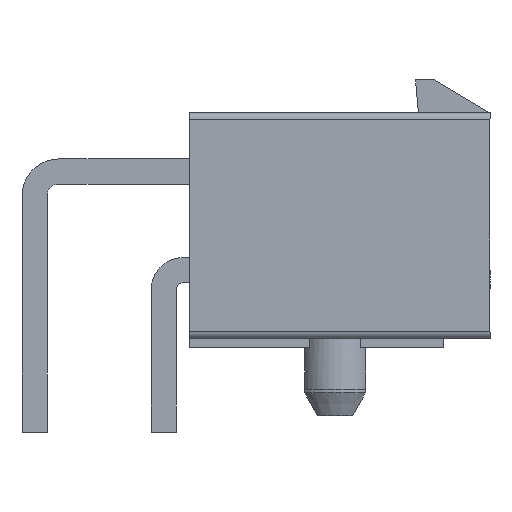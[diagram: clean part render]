
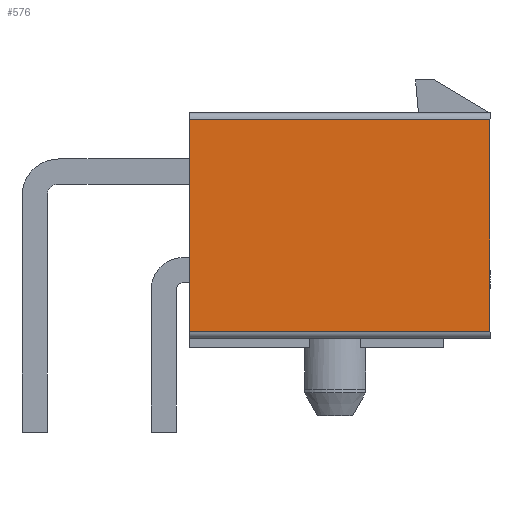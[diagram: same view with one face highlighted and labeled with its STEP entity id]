
A CAD part, left-side view. The second image highlights one B-rep face of the part: STEP entity #576.
In plain terms, the highlighted planar face has unit normal (-1, 0, 0).
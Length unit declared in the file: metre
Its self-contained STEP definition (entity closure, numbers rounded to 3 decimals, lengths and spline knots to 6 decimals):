
#476 = EDGE_CURVE( '', #1221, #1222, #1223, .T. );
#508 = EDGE_CURVE( '', #1222, #1200, #1269, .T. );
#576 = ADVANCED_FACE( '', ( #1365 ), #1366, .T. );
#630 = EDGE_CURVE( '', #1221, #1304, #1444, .T. );
#788 = EDGE_CURVE( '', #1304, #1200, #1642, .T. );
#1200 = VERTEX_POINT( '', #2160 );
#1221 = VERTEX_POINT( '', #2192 );
#1222 = VERTEX_POINT( '', #2193 );
#1223 = LINE( '', #2194, #2195 );
#1269 = LINE( '', #2264, #2265 );
#1304 = VERTEX_POINT( '', #2319 );
#1365 = FACE_OUTER_BOUND( '', #2405, .T. );
#1366 = PLANE( '', #2406 );
#1444 = LINE( '', #2514, #2515 );
#1642 = LINE( '', #2826, #2827 );
#2160 = CARTESIAN_POINT( '', ( -0.0027, -0.006382, 0.009411 ) );
#2192 = CARTESIAN_POINT( '', ( -0.0027, 0.006418, 0.000411 ) );
#2193 = CARTESIAN_POINT( '', ( -0.0027, 0.006418, 0.009411 ) );
#2194 = CARTESIAN_POINT( '', ( -0.0027, 0.006418, 0.000411 ) );
#2195 = VECTOR( '', #3389, 1. );
#2264 = CARTESIAN_POINT( '', ( -0.0027, 0.006418, 0.009411 ) );
#2265 = VECTOR( '', #3430, 1. );
#2319 = CARTESIAN_POINT( '', ( -0.0027, -0.006382, 0.000411 ) );
#2405 = EDGE_LOOP( '', ( #3534, #3535, #3536, #3537 ) );
#2406 = AXIS2_PLACEMENT_3D( '', #3538, #3539, #3540 );
#2514 = CARTESIAN_POINT( '', ( -0.0027, 0.006418, 0.000411 ) );
#2515 = VECTOR( '', #3647, 1. );
#2826 = CARTESIAN_POINT( '', ( -0.0027, -0.006382, 0.000411 ) );
#2827 = VECTOR( '', #3919, 1. );
#3389 = DIRECTION( '', ( 0., 0., 1. ) );
#3430 = DIRECTION( '', ( 0., -1., 0. ) );
#3534 = ORIENTED_EDGE( '', *, *, #476, .F. );
#3535 = ORIENTED_EDGE( '', *, *, #630, .T. );
#3536 = ORIENTED_EDGE( '', *, *, #788, .T. );
#3537 = ORIENTED_EDGE( '', *, *, #508, .F. );
#3538 = CARTESIAN_POINT( '', ( -0.0027, -0.006382, 0.000111 ) );
#3539 = DIRECTION( '', ( -1., 0., 0. ) );
#3540 = DIRECTION( '', ( 0., 0., 1. ) );
#3647 = DIRECTION( '', ( 0., -1., 0. ) );
#3919 = DIRECTION( '', ( 0., 0., 1. ) );
